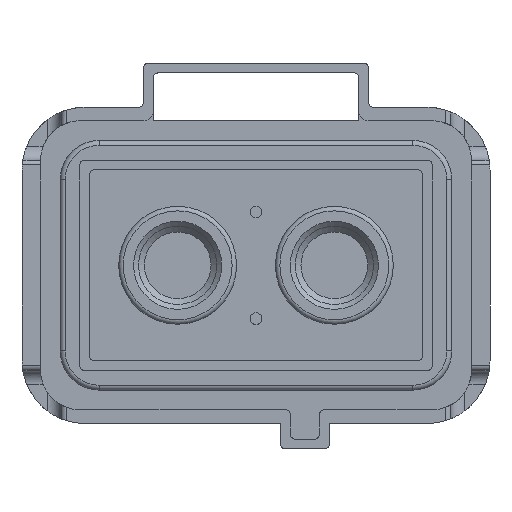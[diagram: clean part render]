
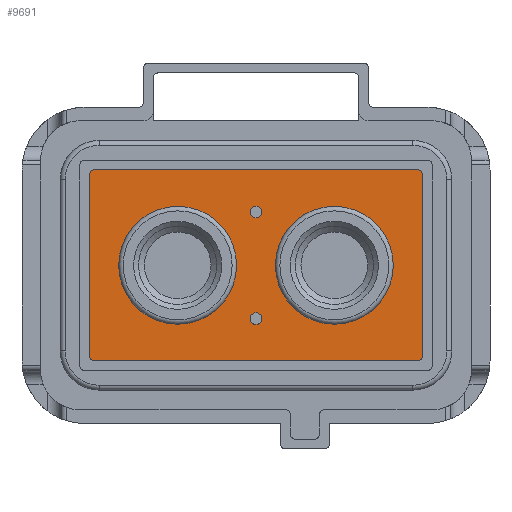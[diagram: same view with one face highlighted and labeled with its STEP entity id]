
A CAD part, front view. The second image highlights one B-rep face of the part: STEP entity #9691.
In plain terms, the highlighted planar face has unit normal (0, -1, 0).
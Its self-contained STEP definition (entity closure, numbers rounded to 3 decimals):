
#303=PLANE('',#10403);
#543=CIRCLE('',#10107,0.6);
#545=CIRCLE('',#10111,0.6);
#616=CIRCLE('',#10316,6.021);
#617=CIRCLE('',#10319,6.021);
#618=CIRCLE('',#10326,0.5);
#619=CIRCLE('',#10328,0.5);
#620=CIRCLE('',#10330,0.5);
#621=CIRCLE('',#10332,0.5);
#2318=ORIENTED_EDGE('',*,*,#3162,.F.);
#2319=ORIENTED_EDGE('',*,*,#3533,.F.);
#2320=ORIENTED_EDGE('',*,*,#3537,.T.);
#2321=ORIENTED_EDGE('',*,*,#3529,.F.);
#2322=ORIENTED_EDGE('',*,*,#3538,.T.);
#2323=ORIENTED_EDGE('',*,*,#3526,.F.);
#2324=ORIENTED_EDGE('',*,*,#3539,.T.);
#2325=ORIENTED_EDGE('',*,*,#3523,.F.);
#2326=ORIENTED_EDGE('',*,*,#3540,.T.);
#2327=ORIENTED_EDGE('',*,*,#3535,.F.);
#2328=ORIENTED_EDGE('',*,*,#3536,.F.);
#2329=ORIENTED_EDGE('',*,*,#3160,.F.);
#3160=EDGE_CURVE('',#4070,#4070,#543,.T.);
#3162=EDGE_CURVE('',#4072,#4072,#545,.T.);
#3523=EDGE_CURVE('',#4291,#4292,#4844,.T.);
#3526=EDGE_CURVE('',#4293,#4294,#4847,.T.);
#3529=EDGE_CURVE('',#4295,#4296,#4850,.T.);
#3533=EDGE_CURVE('',#4297,#4298,#4854,.T.);
#3535=EDGE_CURVE('',#4299,#4299,#616,.T.);
#3536=EDGE_CURVE('',#4300,#4300,#617,.T.);
#3537=EDGE_CURVE('',#4297,#4296,#618,.T.);
#3538=EDGE_CURVE('',#4295,#4294,#619,.T.);
#3539=EDGE_CURVE('',#4293,#4292,#620,.T.);
#3540=EDGE_CURVE('',#4291,#4298,#621,.T.);
#4070=VERTEX_POINT('',#13723);
#4072=VERTEX_POINT('',#13729);
#4291=VERTEX_POINT('',#14488);
#4292=VERTEX_POINT('',#14489);
#4293=VERTEX_POINT('',#14494);
#4294=VERTEX_POINT('',#14495);
#4295=VERTEX_POINT('',#14500);
#4296=VERTEX_POINT('',#14501);
#4297=VERTEX_POINT('',#14506);
#4298=VERTEX_POINT('',#14508);
#4299=VERTEX_POINT('',#14512);
#4300=VERTEX_POINT('',#14516);
#4844=LINE('',#14487,#5457);
#4847=LINE('',#14493,#5460);
#4850=LINE('',#14499,#5463);
#4854=LINE('',#14507,#5467);
#5457=VECTOR('',#12076,1000.);
#5460=VECTOR('',#12081,1000.);
#5463=VECTOR('',#12086,1000.);
#5467=VECTOR('',#12092,1000.);
#5924=EDGE_LOOP('',(#2318));
#5925=EDGE_LOOP('',(#2319,#2320,#2321,#2322,#2323,#2324,#2325,#2326));
#5926=EDGE_LOOP('',(#2327));
#5927=EDGE_LOOP('',(#2328));
#5928=EDGE_LOOP('',(#2329));
#6358=FACE_BOUND('',#5924,.T.);
#6359=FACE_BOUND('',#5925,.T.);
#6360=FACE_BOUND('',#5926,.T.);
#6361=FACE_BOUND('',#5927,.T.);
#6362=FACE_BOUND('',#5928,.T.);
#9691=ADVANCED_FACE('',(#6358,#6359,#6360,#6361,#6362),#303,.T.);
#10107=AXIS2_PLACEMENT_3D('',#13722,#11391,#11392);
#10111=AXIS2_PLACEMENT_3D('',#13728,#11399,#11400);
#10316=AXIS2_PLACEMENT_3D('',#14511,#12096,#12097);
#10319=AXIS2_PLACEMENT_3D('',#14515,#12102,#12103);
#10326=AXIS2_PLACEMENT_3D('',#14523,#12116,#12117);
#10328=AXIS2_PLACEMENT_3D('',#14525,#12120,#12121);
#10330=AXIS2_PLACEMENT_3D('',#14527,#12124,#12125);
#10332=AXIS2_PLACEMENT_3D('',#14529,#12128,#12129);
#10403=AXIS2_PLACEMENT_3D('',#14718,#12325,#12326);
#11391=DIRECTION('',(0.,-1.,0.));
#11392=DIRECTION('',(0.,0.,-1.));
#11399=DIRECTION('',(0.,-1.,0.));
#11400=DIRECTION('',(1.,0.,0.));
#12076=DIRECTION('',(0.,0.,1.));
#12081=DIRECTION('',(1.,0.,0.));
#12086=DIRECTION('',(0.,0.,-1.));
#12092=DIRECTION('',(-1.,0.,0.));
#12096=DIRECTION('',(0.,-1.,0.));
#12097=DIRECTION('',(0.,0.,-1.));
#12102=DIRECTION('',(0.,-1.,0.));
#12103=DIRECTION('',(0.,0.,-1.));
#12116=DIRECTION('',(0.,-1.,0.));
#12117=DIRECTION('',(0.,0.,-1.));
#12120=DIRECTION('',(0.,-1.,0.));
#12121=DIRECTION('',(0.,0.,-1.));
#12124=DIRECTION('',(0.,-1.,0.));
#12125=DIRECTION('',(0.,0.,-1.));
#12128=DIRECTION('',(0.,-1.,0.));
#12129=DIRECTION('',(0.,0.,-1.));
#12325=DIRECTION('',(0.,-1.,0.));
#12326=DIRECTION('',(1.,0.,0.));
#13722=CARTESIAN_POINT('',(0.,12.2,5.45));
#13723=CARTESIAN_POINT('',(0.,12.2,4.85));
#13728=CARTESIAN_POINT('',(0.,12.2,-5.45));
#13729=CARTESIAN_POINT('',(0.6,12.2,-5.45));
#14487=CARTESIAN_POINT('',(-17.,12.2,-10.));
#14488=CARTESIAN_POINT('',(-17.,12.2,-9.25));
#14489=CARTESIAN_POINT('',(-17.,12.2,9.25));
#14493=CARTESIAN_POINT('',(-15.,12.2,9.75));
#14494=CARTESIAN_POINT('',(-16.5,12.2,9.75));
#14495=CARTESIAN_POINT('',(16.5,12.2,9.75));
#14499=CARTESIAN_POINT('',(17.,12.2,10.));
#14500=CARTESIAN_POINT('',(17.,12.2,9.25));
#14501=CARTESIAN_POINT('',(17.,12.2,-9.25));
#14506=CARTESIAN_POINT('',(16.5,12.2,-9.75));
#14507=CARTESIAN_POINT('',(15.,12.2,-9.75));
#14508=CARTESIAN_POINT('',(-16.5,12.2,-9.75));
#14511=CARTESIAN_POINT('',(8.,12.2,0.));
#14512=CARTESIAN_POINT('',(8.,12.2,-6.021));
#14515=CARTESIAN_POINT('',(-8.,12.2,0.));
#14516=CARTESIAN_POINT('',(-8.,12.2,-6.021));
#14523=CARTESIAN_POINT('',(16.5,12.2,-9.25));
#14525=CARTESIAN_POINT('',(16.5,12.2,9.25));
#14527=CARTESIAN_POINT('',(-16.5,12.2,9.25));
#14529=CARTESIAN_POINT('',(-16.5,12.2,-9.25));
#14718=CARTESIAN_POINT('',(0.,12.2,0.));
